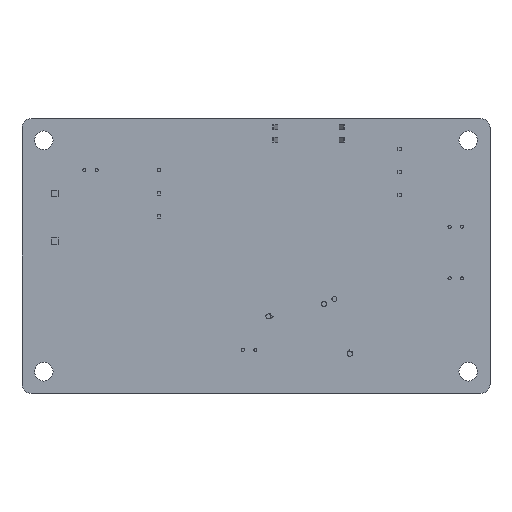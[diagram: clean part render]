
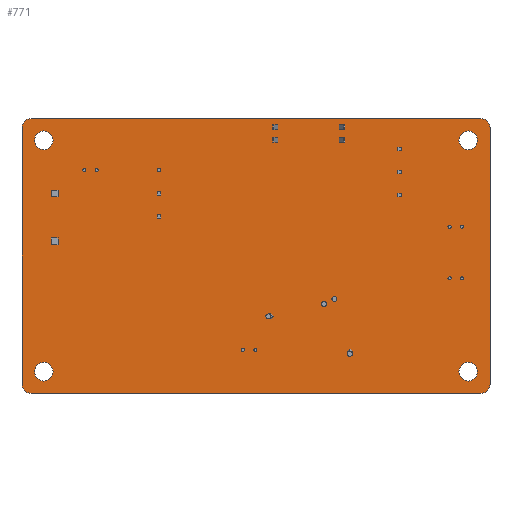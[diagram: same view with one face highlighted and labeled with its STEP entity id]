
A CAD part, front view. The second image highlights one B-rep face of the part: STEP entity #771.
In plain terms, the highlighted planar face has unit normal (0, -1, 0).
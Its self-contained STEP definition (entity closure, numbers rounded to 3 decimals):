
#95=CARTESIAN_POINT('',(-36.1,0.,-20.6));
#96=DIRECTION('',(0.,-1.,0.));
#97=DIRECTION('',(-1.,0.,0.));
#98=AXIS2_PLACEMENT_3D('',#95,#96,#97);
#104=DIRECTION('',(0.,0.,1.));
#105=VECTOR('',#104,41.2);
#106=CARTESIAN_POINT('',(-37.6,0.,-20.6));
#107=LINE('',#106,#105);
#111=CARTESIAN_POINT('',(-36.1,0.,20.6));
#112=DIRECTION('',(0.,-1.,0.));
#113=DIRECTION('',(0.,0.,1.));
#114=AXIS2_PLACEMENT_3D('',#111,#112,#113);
#119=DIRECTION('',(1.,0.,0.));
#120=VECTOR('',#119,72.2);
#121=CARTESIAN_POINT('',(-36.1,0.,22.1));
#122=LINE('',#121,#120);
#126=CARTESIAN_POINT('',(36.1,0.,20.6));
#127=DIRECTION('',(0.,-1.,0.));
#128=DIRECTION('',(1.,0.,0.));
#129=AXIS2_PLACEMENT_3D('',#126,#127,#128);
#134=DIRECTION('',(0.,0.,-1.));
#135=VECTOR('',#134,41.2);
#136=CARTESIAN_POINT('',(37.6,0.,20.6));
#137=LINE('',#136,#135);
#141=CARTESIAN_POINT('',(36.1,0.,-20.6));
#142=DIRECTION('',(0.,-1.,0.));
#143=DIRECTION('',(0.,0.,-1.));
#144=AXIS2_PLACEMENT_3D('',#141,#142,#143);
#149=DIRECTION('',(-1.,0.,0.));
#150=VECTOR('',#149,72.2);
#151=CARTESIAN_POINT('',(36.1,0.,-22.1));
#152=LINE('',#151,#150);
#156=CARTESIAN_POINT('',(-34.1,0.,-18.6));
#157=DIRECTION('',(0.,-1.,0.));
#158=DIRECTION('',(-1.,0.,0.));
#159=AXIS2_PLACEMENT_3D('',#156,#157,#158);
#164=CARTESIAN_POINT('',(-34.1,0.,-18.6));
#165=DIRECTION('',(0.,-1.,0.));
#166=DIRECTION('',(1.,0.,0.));
#167=AXIS2_PLACEMENT_3D('',#164,#165,#166);
#172=CARTESIAN_POINT('',(-34.1,0.,18.6));
#173=DIRECTION('',(0.,-1.,0.));
#174=DIRECTION('',(-1.,0.,0.));
#175=AXIS2_PLACEMENT_3D('',#172,#173,#174);
#180=CARTESIAN_POINT('',(-34.1,0.,18.6));
#181=DIRECTION('',(0.,-1.,0.));
#182=DIRECTION('',(1.,0.,0.));
#183=AXIS2_PLACEMENT_3D('',#180,#181,#182);
#188=CARTESIAN_POINT('',(34.1,0.,-18.6));
#189=DIRECTION('',(0.,-1.,0.));
#190=DIRECTION('',(-1.,0.,0.));
#191=AXIS2_PLACEMENT_3D('',#188,#189,#190);
#196=CARTESIAN_POINT('',(34.1,0.,-18.6));
#197=DIRECTION('',(0.,-1.,0.));
#198=DIRECTION('',(1.,0.,0.));
#199=AXIS2_PLACEMENT_3D('',#196,#197,#198);
#204=CARTESIAN_POINT('',(34.1,0.,18.6));
#205=DIRECTION('',(0.,-1.,0.));
#206=DIRECTION('',(-1.,0.,0.));
#207=AXIS2_PLACEMENT_3D('',#204,#205,#206);
#212=CARTESIAN_POINT('',(34.1,0.,18.6));
#213=DIRECTION('',(0.,-1.,0.));
#214=DIRECTION('',(1.,0.,0.));
#215=AXIS2_PLACEMENT_3D('',#212,#213,#214);
#628=CARTESIAN_POINT('',(-37.6,0.,-20.6));
#629=CARTESIAN_POINT('',(-36.1,0.,-22.1));
#630=VERTEX_POINT('',#628);
#631=VERTEX_POINT('',#629);
#636=CARTESIAN_POINT('',(-36.1,0.,22.1));
#637=CARTESIAN_POINT('',(-37.6,0.,20.6));
#638=VERTEX_POINT('',#636);
#639=VERTEX_POINT('',#637);
#644=CARTESIAN_POINT('',(37.6,0.,20.6));
#645=CARTESIAN_POINT('',(36.1,0.,22.1));
#646=VERTEX_POINT('',#644);
#647=VERTEX_POINT('',#645);
#652=CARTESIAN_POINT('',(36.1,0.,-22.1));
#653=CARTESIAN_POINT('',(37.6,0.,-20.6));
#654=VERTEX_POINT('',#652);
#655=VERTEX_POINT('',#653);
#660=CARTESIAN_POINT('',(-35.6,0.,-18.6));
#661=CARTESIAN_POINT('',(-32.6,0.,-18.6));
#662=VERTEX_POINT('',#660);
#663=VERTEX_POINT('',#661);
#664=CARTESIAN_POINT('',(-35.6,0.,18.6));
#665=CARTESIAN_POINT('',(-32.6,0.,18.6));
#666=VERTEX_POINT('',#664);
#667=VERTEX_POINT('',#665);
#668=CARTESIAN_POINT('',(32.6,0.,-18.6));
#669=CARTESIAN_POINT('',(35.6,0.,-18.6));
#670=VERTEX_POINT('',#668);
#671=VERTEX_POINT('',#669);
#672=CARTESIAN_POINT('',(32.6,0.,18.6));
#673=CARTESIAN_POINT('',(35.6,0.,18.6));
#674=VERTEX_POINT('',#672);
#675=VERTEX_POINT('',#673);
#724=CARTESIAN_POINT('',(0.,0.,0.));
#725=DIRECTION('',(0.,1.,0.));
#726=DIRECTION('',(1.,0.,0.));
#727=AXIS2_PLACEMENT_3D('',#724,#725,#726);
#728=PLANE('',#727);
#730=ORIENTED_EDGE('',*,*,#729,.F.);
#732=ORIENTED_EDGE('',*,*,#731,.T.);
#734=ORIENTED_EDGE('',*,*,#733,.F.);
#736=ORIENTED_EDGE('',*,*,#735,.T.);
#738=ORIENTED_EDGE('',*,*,#737,.F.);
#740=ORIENTED_EDGE('',*,*,#739,.T.);
#742=ORIENTED_EDGE('',*,*,#741,.F.);
#744=ORIENTED_EDGE('',*,*,#743,.T.);
#745=EDGE_LOOP('',(#730,#732,#734,#736,#738,#740,#742,#744));
#746=FACE_OUTER_BOUND('',#745,.F.);
#748=ORIENTED_EDGE('',*,*,#747,.T.);
#750=ORIENTED_EDGE('',*,*,#749,.T.);
#751=EDGE_LOOP('',(#748,#750));
#752=FACE_BOUND('',#751,.F.);
#754=ORIENTED_EDGE('',*,*,#753,.T.);
#756=ORIENTED_EDGE('',*,*,#755,.T.);
#757=EDGE_LOOP('',(#754,#756));
#758=FACE_BOUND('',#757,.F.);
#760=ORIENTED_EDGE('',*,*,#759,.T.);
#762=ORIENTED_EDGE('',*,*,#761,.T.);
#763=EDGE_LOOP('',(#760,#762));
#764=FACE_BOUND('',#763,.F.);
#766=ORIENTED_EDGE('',*,*,#765,.T.);
#768=ORIENTED_EDGE('',*,*,#767,.T.);
#769=EDGE_LOOP('',(#766,#768));
#770=FACE_BOUND('',#769,.F.);
#99=CIRCLE('',#98,1.5);
#115=CIRCLE('',#114,1.5);
#130=CIRCLE('',#129,1.5);
#145=CIRCLE('',#144,1.5);
#160=CIRCLE('',#159,1.5);
#168=CIRCLE('',#167,1.5);
#176=CIRCLE('',#175,1.5);
#184=CIRCLE('',#183,1.5);
#192=CIRCLE('',#191,1.5);
#200=CIRCLE('',#199,1.5);
#208=CIRCLE('',#207,1.5);
#216=CIRCLE('',#215,1.5);
#729=EDGE_CURVE('',#630,#631,#99,.T.);
#731=EDGE_CURVE('',#630,#639,#107,.T.);
#733=EDGE_CURVE('',#638,#639,#115,.T.);
#735=EDGE_CURVE('',#638,#647,#122,.T.);
#737=EDGE_CURVE('',#646,#647,#130,.T.);
#739=EDGE_CURVE('',#646,#655,#137,.T.);
#741=EDGE_CURVE('',#654,#655,#145,.T.);
#743=EDGE_CURVE('',#654,#631,#152,.T.);
#747=EDGE_CURVE('',#662,#663,#160,.T.);
#749=EDGE_CURVE('',#663,#662,#168,.T.);
#753=EDGE_CURVE('',#666,#667,#176,.T.);
#755=EDGE_CURVE('',#667,#666,#184,.T.);
#759=EDGE_CURVE('',#670,#671,#192,.T.);
#761=EDGE_CURVE('',#671,#670,#200,.T.);
#765=EDGE_CURVE('',#674,#675,#208,.T.);
#767=EDGE_CURVE('',#675,#674,#216,.T.);
#771=ADVANCED_FACE('',(#746,#752,#758,#764,#770),#728,.F.);
